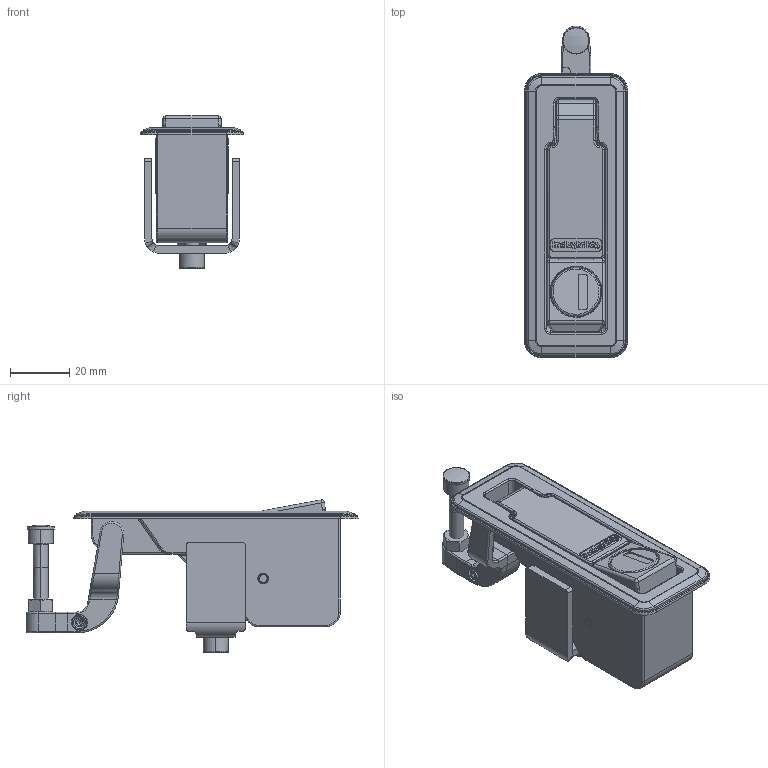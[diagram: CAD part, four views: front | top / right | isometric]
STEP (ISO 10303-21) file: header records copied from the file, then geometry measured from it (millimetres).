
FILE_DESCRIPTION (( 'STEP AP214' ), '1' );
FILE_NAME ('2814-037159-0324_Industrilas.step', '2025-08-26T11:45:37', ( '' ), ( '' ), 'SwSTEP 2.0', 'SolidWorks 2010', '' );
FILE_SCHEMA (( 'AUTOMOTIVE_DESIGN' ));
Products named in the file (14): Schutzkappe; Schraube M5x20; Schraube M5x30; STS-Zylinder; Raendelstift 3x24; Dichtung; Klammer; Hebel2-kurz; Hebel1-kurz; Taster1-STS; Taster2; Gehaeuse; 2814-037159-0324_Industrilas; Mutter M5
Assembly tree (13 placements, depth 2):
  2814-037159-0324_Industrilas
    Taster2
    Schraube M5x20
    Gehaeuse
    Schraube M5x30
    STS-Zylinder
    Raendelstift 3x24
    Dichtung
    Klammer
    Hebel1-kurz
    Mutter M5
    Hebel2-kurz
    Taster1-STS
    Schutzkappe
Bounding box: 34.95 x 111.96 x 51.32 mm (x, y, z)
Volume: 47028.5 mm3; surface area: 40192.9 mm2
Topology: 13 solids, 13 shells, 1582 faces, 4022 edges, 2460 vertices
Faces by surface type: plane 558, cylinder 483, bspline 466, cone 75
Entity records: 73595 total; most frequent: CARTESIAN_POINT 38884, ORIENTED_EDGE 7890, DIRECTION 5957, EDGE_CURVE 3945, VERTEX_POINT 2460, AXIS2_PLACEMENT_3D 2099, LINE 1759, VECTOR 1759
